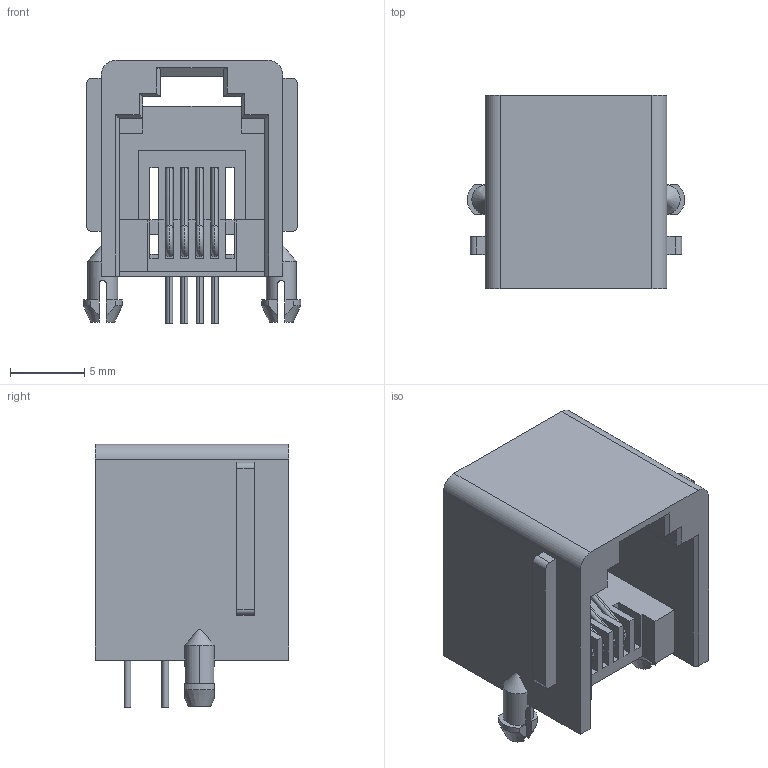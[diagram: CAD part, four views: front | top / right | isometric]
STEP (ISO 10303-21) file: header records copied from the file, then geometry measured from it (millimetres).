
FILE_DESCRIPTION((''),'2;1');
FILE_NAME('RJ11-TH_PCB-6P4C-90_C189746','2022-11-30T15:17:23',('win'),(''),'CREO PARAMETRIC BY PTC INC, 2020033','CREO PARAMETRIC BY PTC INC, 2020033','');
FILE_SCHEMA(('AUTOMOTIVE_DESIGN { 1 0 10303 214 1 1 1 1 }'));
Length unit declared in the file: millimetre
Products named in the file (1): RJ11-TH_PCB-6P4C-90_C189746
Bounding box: 14.59 x 13.01 x 17.7 mm (x, y, z)
Volume: 1036 mm3; surface area: 2067.6 mm2
Topology: 1 solids, 1 shells, 392 faces, 1116 edges, 724 vertices
Faces by surface type: plane 239, extrusion 73, cylinder 50, torus 24, cone 6
Entity records: 16580 total; most frequent: CARTESIAN_POINT 3385, ORIENTED_EDGE 2232, DIRECTION 1767, EDGE_CURVE 1116, VECTOR 865, LINE 792, VERTEX_POINT 724, PRESENTATION_STYLE_ASSIGNMENT 465
